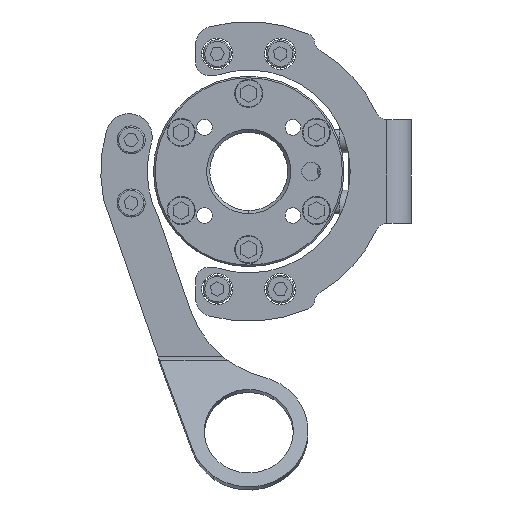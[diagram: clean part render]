
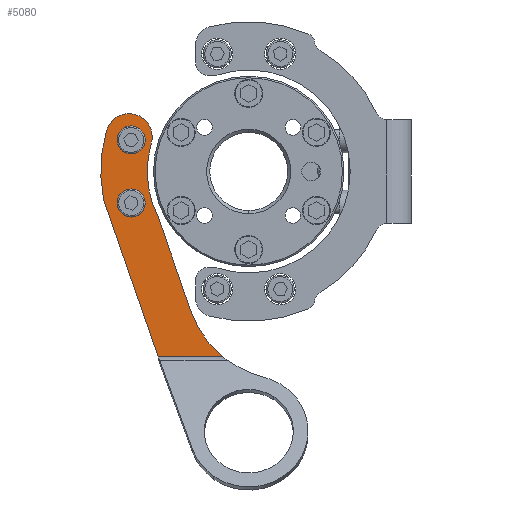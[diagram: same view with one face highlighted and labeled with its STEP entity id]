
A CAD part, front view. The second image highlights one B-rep face of the part: STEP entity #5080.
In plain terms, the highlighted planar face has unit normal (0, -1, 0).
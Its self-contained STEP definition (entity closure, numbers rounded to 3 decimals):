
#526 = VECTOR ( 'NONE', #5968, 1000. ) ;
#868 = AXIS2_PLACEMENT_3D ( 'NONE', #22561, #26593, #17836 ) ;
#891 = DIRECTION ( 'NONE',  ( 0., -1., 0. ) ) ;
#1020 = ORIENTED_EDGE ( 'NONE', *, *, #13947, .F. ) ;
#1044 = LINE ( 'NONE', #23913, #22840 ) ;
#1070 = EDGE_CURVE ( 'NONE', #23977, #21434, #16557, .T. ) ;
#1186 = EDGE_CURVE ( 'NONE', #12182, #16391, #19562, .T. ) ;
#1232 = PLANE ( 'NONE',  #25183 ) ;
#1418 = DIRECTION ( 'NONE',  ( 0.588, 0., 0.809 ) ) ;
#1522 = CIRCLE ( 'NONE', #13027, 2.75 ) ;
#1743 = VERTEX_POINT ( 'NONE', #6658 ) ;
#1852 = EDGE_LOOP ( 'NONE', ( #9956, #20913, #10743, #5733, #9041, #7654, #25341, #18192 ) ) ;
#2138 = LINE ( 'NONE', #20937, #19798 ) ;
#2867 = EDGE_CURVE ( 'NONE', #1743, #12118, #25095, .T. ) ;
#3027 = CIRCLE ( 'NONE', #8762, 7.442 ) ;
#3188 = DIRECTION ( 'NONE',  ( 0., 1., 0. ) ) ;
#3416 = CARTESIAN_POINT ( 'NONE',  ( -37.671, -2.384, -10.094 ) ) ;
#3810 = VERTEX_POINT ( 'NONE', #18221 ) ;
#3945 = AXIS2_PLACEMENT_3D ( 'NONE', #26162, #25858, #13354 ) ;
#4819 = VERTEX_POINT ( 'NONE', #5214 ) ;
#5080 = ADVANCED_FACE ( 'NONE', ( #20181, #20055, #22067 ), #1232, .T. ) ;
#5214 = CARTESIAN_POINT ( 'NONE',  ( -18.627, -2.384, -44.451 ) ) ;
#5733 = ORIENTED_EDGE ( 'NONE', *, *, #20776, .T. ) ;
#5781 = CARTESIAN_POINT ( 'NONE',  ( 0., -2.384, 0. ) ) ;
#5846 = AXIS2_PLACEMENT_3D ( 'NONE', #3416, #24717, #16106 ) ;
#5968 = DIRECTION ( 'NONE',  ( -1., 0., 0. ) ) ;
#6210 = EDGE_CURVE ( 'NONE', #4819, #12313, #1044, .T. ) ;
#6300 = AXIS2_PLACEMENT_3D ( 'NONE', #5781, #3188, #1418 ) ;
#6658 = CARTESIAN_POINT ( 'NONE',  ( -33.996, -2.384, 17.1 ) ) ;
#6863 = CARTESIAN_POINT ( 'NONE',  ( -46.525, -2.384, -8.976 ) ) ;
#7128 = CARTESIAN_POINT ( 'NONE',  ( -8.509, -2.384, -59.396 ) ) ;
#7267 = CARTESIAN_POINT ( 'NONE',  ( -38.374, -2.384, 11.082 ) ) ;
#7625 = CIRCLE ( 'NONE', #6300, 32.5 ) ;
#7634 = EDGE_CURVE ( 'NONE', #17110, #3810, #14747, .T. ) ;
#7654 = ORIENTED_EDGE ( 'NONE', *, *, #2867, .T. ) ;
#8013 = CARTESIAN_POINT ( 'NONE',  ( -31.224, -2.384, 9.017 ) ) ;
#8551 = CARTESIAN_POINT ( 'NONE',  ( -28.914, -2.384, -14.84 ) ) ;
#8572 = CARTESIAN_POINT ( 'NONE',  ( -36.053, -2.384, 12.318 ) ) ;
#8762 = AXIS2_PLACEMENT_3D ( 'NONE', #7267, #15799, #9506 ) ;
#9041 = ORIENTED_EDGE ( 'NONE', *, *, #24116, .T. ) ;
#9283 = DIRECTION ( 'NONE',  ( 0.588, 0., 0.809 ) ) ;
#9506 = DIRECTION ( 'NONE',  ( 0.588, 0., 0.809 ) ) ;
#9522 = AXIS2_PLACEMENT_3D ( 'NONE', #24057, #891, #17641 ) ;
#9859 = VERTEX_POINT ( 'NONE', #8013 ) ;
#9956 = ORIENTED_EDGE ( 'NONE', *, *, #1070, .F. ) ;
#10031 = CARTESIAN_POINT ( 'NONE',  ( 0., -2.384, 0. ) ) ;
#10158 = DIRECTION ( 'NONE',  ( 0., -1., 0. ) ) ;
#10671 = CARTESIAN_POINT ( 'NONE',  ( 14.435, -2.384, -32.965 ) ) ;
#10743 = ORIENTED_EDGE ( 'NONE', *, *, #6210, .T. ) ;
#10823 = DIRECTION ( 'NONE',  ( 0., -1., 0. ) ) ;
#11109 = DIRECTION ( 'NONE',  ( 0., -1., 0. ) ) ;
#12118 = VERTEX_POINT ( 'NONE', #13625 ) ;
#12182 = VERTEX_POINT ( 'NONE', #26541 ) ;
#12313 = VERTEX_POINT ( 'NONE', #8551 ) ;
#13027 = AXIS2_PLACEMENT_3D ( 'NONE', #19977, #11109, #9283 ) ;
#13324 = ORIENTED_EDGE ( 'NONE', *, *, #1186, .F. ) ;
#13354 = DIRECTION ( 'NONE',  ( 0.588, 0., 0.809 ) ) ;
#13625 = CARTESIAN_POINT ( 'NONE',  ( -45.523, -2.384, 13.146 ) ) ;
#13947 = EDGE_CURVE ( 'NONE', #3810, #17110, #1522, .T. ) ;
#14018 = AXIS2_PLACEMENT_3D ( 'NONE', #18774, #10823, #23359 ) ;
#14687 = EDGE_LOOP ( 'NONE', ( #23391, #13324 ) ) ;
#14747 = CIRCLE ( 'NONE', #5846, 2.75 ) ;
#15799 = DIRECTION ( 'NONE',  ( 0., -1., 0. ) ) ;
#15961 = EDGE_CURVE ( 'NONE', #23977, #4819, #22509, .T. ) ;
#16106 = DIRECTION ( 'NONE',  ( 0.588, 0., 0.809 ) ) ;
#16391 = VERTEX_POINT ( 'NONE', #8572 ) ;
#16557 = LINE ( 'NONE', #27003, #526 ) ;
#16627 = ORIENTED_EDGE ( 'NONE', *, *, #7634, .F. ) ;
#16805 = VERTEX_POINT ( 'NONE', #6863 ) ;
#17110 = VERTEX_POINT ( 'NONE', #19640 ) ;
#17345 = DIRECTION ( 'NONE',  ( 0.588, 0., 0.809 ) ) ;
#17641 = DIRECTION ( 'NONE',  ( 0.588, 0., 0.809 ) ) ;
#17836 = DIRECTION ( 'NONE',  ( 0.588, 0., 0.809 ) ) ;
#18192 = ORIENTED_EDGE ( 'NONE', *, *, #26029, .T. ) ;
#18221 = CARTESIAN_POINT ( 'NONE',  ( -36.053, -2.384, -7.87 ) ) ;
#18423 = CIRCLE ( 'NONE', #9522, 2.75 ) ;
#18774 = CARTESIAN_POINT ( 'NONE',  ( 0., -2.384, 0. ) ) ;
#18904 = CIRCLE ( 'NONE', #14018, 47.383 ) ;
#18920 = DIRECTION ( 'NONE',  ( 0.328, 0., -0.945 ) ) ;
#19489 = EDGE_CURVE ( 'NONE', #12118, #16805, #18904, .T. ) ;
#19562 = CIRCLE ( 'NONE', #3945, 2.75 ) ;
#19640 = CARTESIAN_POINT ( 'NONE',  ( -39.289, -2.384, -12.318 ) ) ;
#19798 = VECTOR ( 'NONE', #18920, 1000. ) ;
#19860 = DIRECTION ( 'NONE',  ( -0.328, 0., 0.945 ) ) ;
#19949 = AXIS2_PLACEMENT_3D ( 'NONE', #10671, #23474, #17345 ) ;
#19977 = CARTESIAN_POINT ( 'NONE',  ( -37.671, -2.384, -10.094 ) ) ;
#20055 = FACE_BOUND ( 'NONE', #14687, .T. ) ;
#20181 = FACE_OUTER_BOUND ( 'NONE', #1852, .T. ) ;
#20316 = DIRECTION ( 'NONE',  ( 0.588, 0., 0.809 ) ) ;
#20776 = EDGE_CURVE ( 'NONE', #12313, #9859, #7625, .T. ) ;
#20913 = ORIENTED_EDGE ( 'NONE', *, *, #15961, .T. ) ;
#20937 = CARTESIAN_POINT ( 'NONE',  ( -46.525, -2.384, -8.976 ) ) ;
#21434 = VERTEX_POINT ( 'NONE', #23407 ) ;
#22067 = FACE_BOUND ( 'NONE', #22631, .T. ) ;
#22509 = CIRCLE ( 'NONE', #19949, 35. ) ;
#22561 = CARTESIAN_POINT ( 'NONE',  ( -38.374, -2.384, 11.082 ) ) ;
#22625 = EDGE_CURVE ( 'NONE', #16391, #12182, #18423, .T. ) ;
#22631 = EDGE_LOOP ( 'NONE', ( #1020, #16627 ) ) ;
#22840 = VECTOR ( 'NONE', #19860, 1000. ) ;
#23359 = DIRECTION ( 'NONE',  ( 0.588, 0., 0.809 ) ) ;
#23391 = ORIENTED_EDGE ( 'NONE', *, *, #22625, .F. ) ;
#23407 = CARTESIAN_POINT ( 'NONE',  ( -29.009, -2.384, -59.396 ) ) ;
#23474 = DIRECTION ( 'NONE',  ( 0., 1., 0. ) ) ;
#23913 = CARTESIAN_POINT ( 'NONE',  ( -28.914, -2.384, -14.84 ) ) ;
#23977 = VERTEX_POINT ( 'NONE', #7128 ) ;
#24057 = CARTESIAN_POINT ( 'NONE',  ( -37.671, -2.384, 10.094 ) ) ;
#24116 = EDGE_CURVE ( 'NONE', #9859, #1743, #3027, .T. ) ;
#24717 = DIRECTION ( 'NONE',  ( 0., -1., 0. ) ) ;
#25095 = CIRCLE ( 'NONE', #868, 7.442 ) ;
#25183 = AXIS2_PLACEMENT_3D ( 'NONE', #10031, #10158, #20316 ) ;
#25341 = ORIENTED_EDGE ( 'NONE', *, *, #19489, .T. ) ;
#25858 = DIRECTION ( 'NONE',  ( 0., -1., 0. ) ) ;
#26029 = EDGE_CURVE ( 'NONE', #16805, #21434, #2138, .T. ) ;
#26162 = CARTESIAN_POINT ( 'NONE',  ( -37.671, -2.384, 10.094 ) ) ;
#26541 = CARTESIAN_POINT ( 'NONE',  ( -39.289, -2.384, 7.87 ) ) ;
#26593 = DIRECTION ( 'NONE',  ( 0., -1., 0. ) ) ;
#27003 = CARTESIAN_POINT ( 'NONE',  ( 0., -2.384, -59.396 ) ) ;
